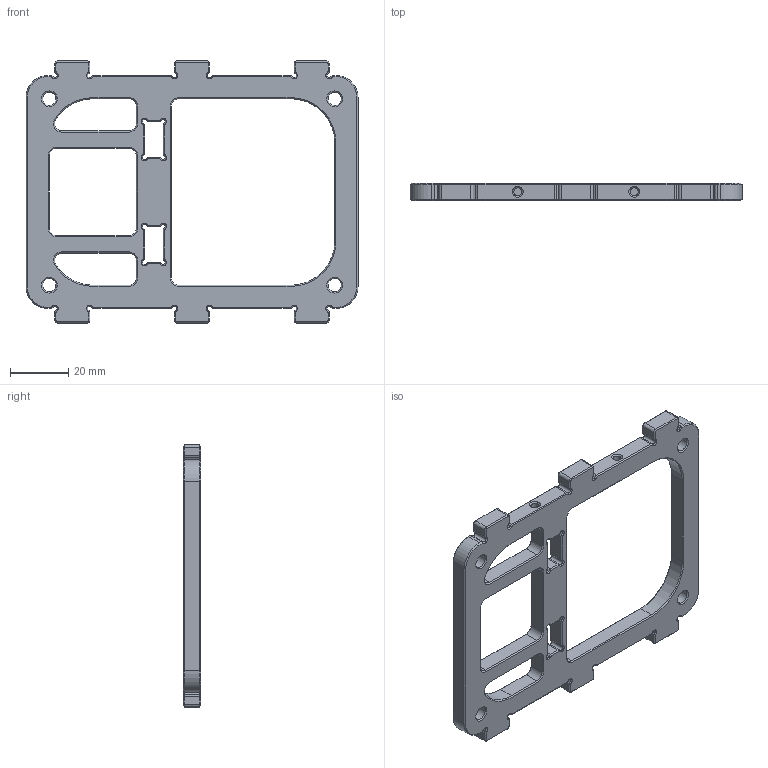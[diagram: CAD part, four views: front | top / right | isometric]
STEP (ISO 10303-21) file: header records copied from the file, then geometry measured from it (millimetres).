
FILE_DESCRIPTION(/* description */ (''),/* implementation_level */ '2;1');
FILE_NAME(/* name */ 'Bottom Plate.step',/* time_stamp */ '2023-09-26T13:38:46-05:00',/* author */ (''),/* organization */ (''),/* preprocessor_version */ 'ST-DEVELOPER v20',/* originating_system */ 'Autodesk Translation Framework v12.9.0.99',/* authorisation */ '');
FILE_SCHEMA (('AUTOMOTIVE_DESIGN { 1 0 10303 214 3 1 1 }'));
Length unit declared in the file: millimetre
Products named in the file (1): Bottom Plate
Bounding box: 114 x 6 x 90 mm (x, y, z)
Volume: 24939.6 mm3; surface area: 14658 mm2
Topology: 1 solids, 1 shells, 500 faces, 1154 edges, 664 vertices
Faces by surface type: plane 208, cone 192, cylinder 100
Full cylindrical faces by diameter (mm): 2.7 x4, 4.6 x4
Entity records: 13902 total; most frequent: DIRECTION 2548, CARTESIAN_POINT 2319, ORIENTED_EDGE 2308, EDGE_CURVE 1154, AXIS2_PLACEMENT_3D 893, LINE 762, VECTOR 762, VERTEX_POINT 664
